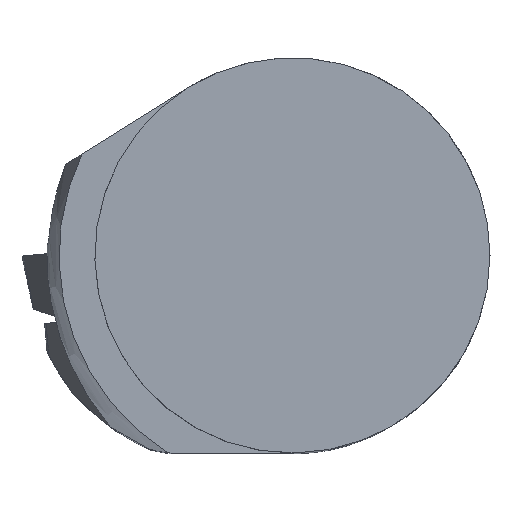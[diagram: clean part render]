
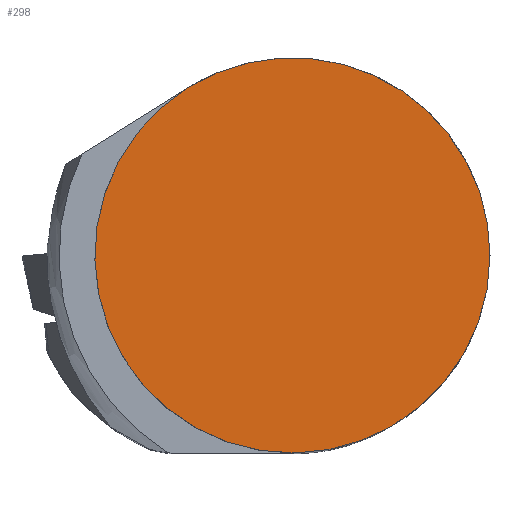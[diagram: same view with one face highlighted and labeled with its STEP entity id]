
A CAD part, top view. The second image highlights one B-rep face of the part: STEP entity #298.
In plain terms, the highlighted planar face has unit normal (0, 0, 1).
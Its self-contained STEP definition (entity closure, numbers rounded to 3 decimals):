
#154=PLANE('',#1789);
#220=FACE_OUTER_BOUND('',#428,.T.);
#298=ADVANCED_FACE('',(#220),#154,.T.);
#428=EDGE_LOOP('',(#859));
#524=CIRCLE('',#1707,16.);
#859=ORIENTED_EDGE('',*,*,#1172,.T.);
#1027=VERTEX_POINT('',#2407);
#1172=EDGE_CURVE('',#1027,#1027,#524,.T.);
#1707=AXIS2_PLACEMENT_3D('',#2406,#1880,#1881);
#1789=AXIS2_PLACEMENT_3D('',#2834,#2130,#2131);
#1880=DIRECTION('',(0.,0.,1.));
#1881=DIRECTION('',(1.,0.,0.));
#2130=DIRECTION('',(0.,0.,1.));
#2131=DIRECTION('',(1.,0.,0.));
#2406=CARTESIAN_POINT('',(0.,0.,0.));
#2407=CARTESIAN_POINT('',(16.,0.,0.));
#2834=CARTESIAN_POINT('',(0.,0.,0.));
